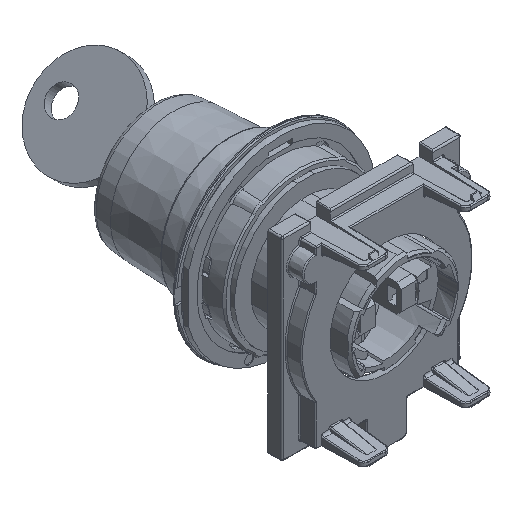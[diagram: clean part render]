
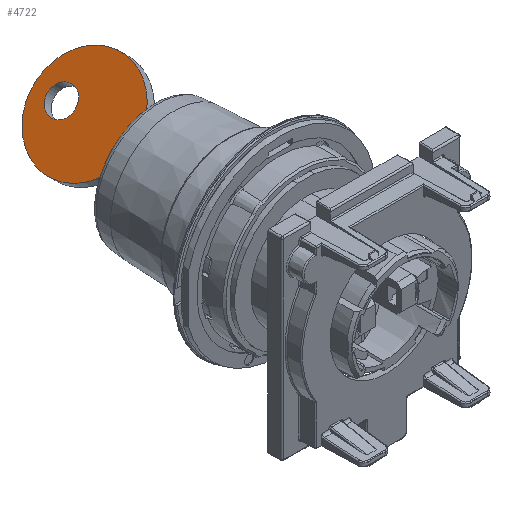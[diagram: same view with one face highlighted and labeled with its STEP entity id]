
A CAD part, isometric view. The second image highlights one B-rep face of the part: STEP entity #4722.
In plain terms, the highlighted planar face has unit normal (-0.707, 0, 0.707).
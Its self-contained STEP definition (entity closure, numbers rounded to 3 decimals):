
#1956=LINE('',#22635,#3069);
#1957=LINE('',#22637,#3070);
#1963=LINE('',#22657,#3076);
#3069=VECTOR('',#18290,1.);
#3070=VECTOR('',#18293,1.);
#3076=VECTOR('',#18315,1.);
#4396=PLANE('',#16674);
#4722=ADVANCED_FACE('',(#5743,#5744),#4396,.T.);
#5743=FACE_BOUND('',#5936,.T.);
#5744=FACE_BOUND('',#5937,.T.);
#5936=EDGE_LOOP('',(#6872,#6873,#6874,#6875));
#5937=EDGE_LOOP('',(#6876));
#6872=ORIENTED_EDGE('',*,*,#13269,.F.);
#6873=ORIENTED_EDGE('',*,*,#13280,.F.);
#6874=ORIENTED_EDGE('',*,*,#13278,.F.);
#6875=ORIENTED_EDGE('',*,*,#13270,.F.);
#6876=ORIENTED_EDGE('',*,*,#13277,.T.);
#11317=VERTEX_POINT('',#22624);
#11322=VERTEX_POINT('',#22634);
#11323=VERTEX_POINT('',#22638);
#11327=VERTEX_POINT('',#22651);
#11328=VERTEX_POINT('',#22654);
#13269=EDGE_CURVE('',#11322,#11317,#1956,.T.);
#13270=EDGE_CURVE('',#11317,#11323,#1957,.T.);
#13277=EDGE_CURVE('',#11327,#11327,#15992,.T.);
#13278=EDGE_CURVE('',#11323,#11328,#15993,.T.);
#13280=EDGE_CURVE('',#11328,#11322,#1963,.T.);
#15992=CIRCLE('',#16668,2.75);
#15993=CIRCLE('',#16670,10.);
#16668=AXIS2_PLACEMENT_3D('',#22650,#18306,#18307);
#16670=AXIS2_PLACEMENT_3D('',#22653,#18310,#18311);
#16674=AXIS2_PLACEMENT_3D('',#22665,#18323,#18324);
#18290=DIRECTION('',(-0.707,0.,-0.707));
#18293=DIRECTION('',(0.,1.,0.));
#18306=DIRECTION('',(0.707,0.,-0.707));
#18307=DIRECTION('',(0.707,0.,0.707));
#18310=DIRECTION('',(0.707,0.,-0.707));
#18311=DIRECTION('',(0.297,-0.908,0.297));
#18315=DIRECTION('',(0.,-1.,0.));
#18323=DIRECTION('',(-0.707,0.,0.707));
#18324=DIRECTION('',(0.,-1.,0.));
#22624=CARTESIAN_POINT('',(-2.121,46.,-0.707));
#22634=CARTESIAN_POINT('',(3.818,46.,5.233));
#22635=CARTESIAN_POINT('',(-0.707,46.,0.707));
#22637=CARTESIAN_POINT('',(-2.121,43.5,-0.707));
#22638=CARTESIAN_POINT('',(-2.121,50.925,-0.707));
#22650=CARTESIAN_POINT('',(0.849,64.55,2.263));
#22651=CARTESIAN_POINT('',(2.793,64.55,4.207));
#22653=CARTESIAN_POINT('',(0.849,60.,2.263));
#22654=CARTESIAN_POINT('',(3.818,50.925,5.233));
#22657=CARTESIAN_POINT('',(3.818,46.,5.233));
#22665=CARTESIAN_POINT('',(0.849,50.06,2.263));
